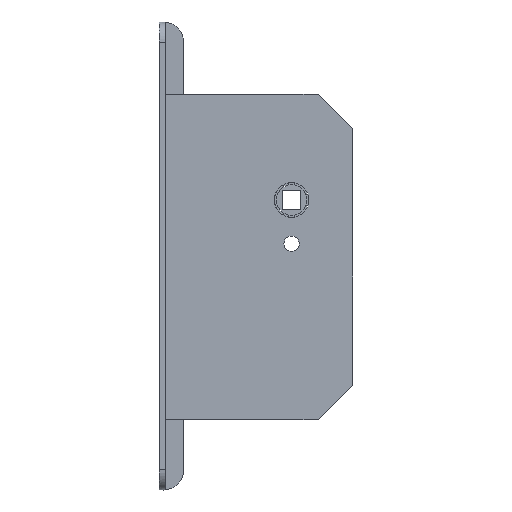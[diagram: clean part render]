
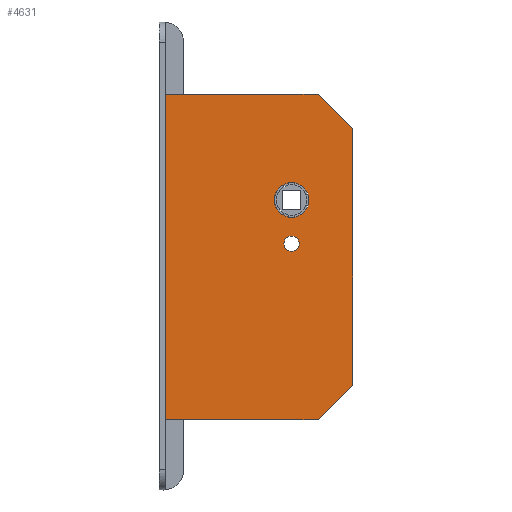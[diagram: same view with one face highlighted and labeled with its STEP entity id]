
A CAD part, top view. The second image highlights one B-rep face of the part: STEP entity #4631.
In plain terms, the highlighted planar face has unit normal (0, 0, 1).
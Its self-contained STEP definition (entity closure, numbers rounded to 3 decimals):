
#77 = ORIENTED_EDGE ( 'NONE', *, *, #5063, .T. ) ;
#93 = DIRECTION ( 'NONE',  ( -0.707, 0.707, 0. ) ) ;
#326 = CARTESIAN_POINT ( 'NONE',  ( -62., 52., 7.75 ) ) ;
#661 = CARTESIAN_POINT ( 'NONE',  ( -62., 52., 7.75 ) ) ;
#714 = VERTEX_POINT ( 'NONE', #1544 ) ;
#1001 = EDGE_CURVE ( 'NONE', #7343, #5827, #7502, .T. ) ;
#1099 = FACE_OUTER_BOUND ( 'NONE', #5442, .T. ) ;
#1134 = VECTOR ( 'NONE', #4239, 1000. ) ;
#1146 = LINE ( 'NONE', #3847, #8478 ) ;
#1150 = CARTESIAN_POINT ( 'NONE',  ( 30., 35., 7.75 ) ) ;
#1319 = DIRECTION ( 'NONE',  ( 0., 0., 1. ) ) ;
#1473 = CARTESIAN_POINT ( 'NONE',  ( 3.75, -21.5, 7.75 ) ) ;
#1544 = CARTESIAN_POINT ( 'NONE',  ( 13., -108., 7.75 ) ) ;
#1564 = EDGE_LOOP ( 'NONE', ( #9255, #4591 ) ) ;
#1762 = DIRECTION ( 'NONE',  ( 0., 0., 1. ) ) ;
#1809 = CARTESIAN_POINT ( 'NONE',  ( 8.5, 0., 7.75 ) ) ;
#1876 = DIRECTION ( 'NONE',  ( 1., 0., 0. ) ) ;
#1926 = EDGE_CURVE ( 'NONE', #2956, #9769, #10541, .T. ) ;
#2320 = LINE ( 'NONE', #5891, #6480 ) ;
#2356 = EDGE_CURVE ( 'NONE', #7863, #7953, #9703, .T. ) ;
#2495 = AXIS2_PLACEMENT_3D ( 'NONE', #11025, #4900, #9398 ) ;
#2533 = DIRECTION ( 'NONE',  ( 0., 0., 1. ) ) ;
#2633 = CARTESIAN_POINT ( 'NONE',  ( 30., -91., 7.75 ) ) ;
#2675 = CIRCLE ( 'NONE', #9189, 8.5 ) ;
#2771 = CARTESIAN_POINT ( 'NONE',  ( 13., 52., 7.75 ) ) ;
#2779 = LINE ( 'NONE', #6455, #6110 ) ;
#2956 = VERTEX_POINT ( 'NONE', #326 ) ;
#3018 = ORIENTED_EDGE ( 'NONE', *, *, #5214, .F. ) ;
#3143 = CARTESIAN_POINT ( 'NONE',  ( 0., 0., 7.75 ) ) ;
#3213 = CARTESIAN_POINT ( 'NONE',  ( -8.5, 0., 7.75 ) ) ;
#3452 = CIRCLE ( 'NONE', #5501, 8.5 ) ;
#3676 = ORIENTED_EDGE ( 'NONE', *, *, #2356, .T. ) ;
#3712 = VERTEX_POINT ( 'NONE', #2771 ) ;
#3847 = CARTESIAN_POINT ( 'NONE',  ( 30., 35., 7.75 ) ) ;
#3914 = FACE_BOUND ( 'NONE', #1564, .T. ) ;
#4169 = DIRECTION ( 'NONE',  ( 1., 0., 0. ) ) ;
#4239 = DIRECTION ( 'NONE',  ( 0., -1., 0. ) ) ;
#4591 = ORIENTED_EDGE ( 'NONE', *, *, #1001, .F. ) ;
#4631 = ADVANCED_FACE ( 'NONE', ( #3914, #1099, #7480 ), #6435, .T. ) ;
#4647 = VERTEX_POINT ( 'NONE', #3213 ) ;
#4900 = DIRECTION ( 'NONE',  ( 0., 0., 1. ) ) ;
#5013 = DIRECTION ( 'NONE',  ( 1., 0., 0. ) ) ;
#5063 = EDGE_CURVE ( 'NONE', #7953, #3712, #1146, .T. ) ;
#5214 = EDGE_CURVE ( 'NONE', #4647, #9635, #3452, .T. ) ;
#5325 = CARTESIAN_POINT ( 'NONE',  ( 0., 0., 7.75 ) ) ;
#5442 = EDGE_LOOP ( 'NONE', ( #8285, #10925, #10783, #6739, #3676, #77 ) ) ;
#5501 = AXIS2_PLACEMENT_3D ( 'NONE', #3143, #1319, #5013 ) ;
#5827 = VERTEX_POINT ( 'NONE', #9941 ) ;
#5891 = CARTESIAN_POINT ( 'NONE',  ( 13., -108., 7.75 ) ) ;
#6110 = VECTOR ( 'NONE', #10726, 1000. ) ;
#6233 = CIRCLE ( 'NONE', #2495, 3.75 ) ;
#6435 = PLANE ( 'NONE',  #9578 ) ;
#6455 = CARTESIAN_POINT ( 'NONE',  ( 13., 52., 7.75 ) ) ;
#6480 = VECTOR ( 'NONE', #8563, 1000. ) ;
#6696 = EDGE_CURVE ( 'NONE', #9769, #714, #10559, .T. ) ;
#6739 = ORIENTED_EDGE ( 'NONE', *, *, #9886, .T. ) ;
#6852 = CARTESIAN_POINT ( 'NONE',  ( 0., -21.5, 7.75 ) ) ;
#7090 = CARTESIAN_POINT ( 'NONE',  ( 30., -91., 7.75 ) ) ;
#7343 = VERTEX_POINT ( 'NONE', #1473 ) ;
#7409 = CARTESIAN_POINT ( 'NONE',  ( -62., -108., 7.75 ) ) ;
#7480 = FACE_BOUND ( 'NONE', #7512, .T. ) ;
#7502 = CIRCLE ( 'NONE', #8985, 3.75 ) ;
#7512 = EDGE_LOOP ( 'NONE', ( #3018, #9920 ) ) ;
#7776 = EDGE_CURVE ( 'NONE', #9635, #4647, #2675, .T. ) ;
#7863 = VERTEX_POINT ( 'NONE', #2633 ) ;
#7953 = VERTEX_POINT ( 'NONE', #1150 ) ;
#8050 = EDGE_CURVE ( 'NONE', #5827, #7343, #6233, .T. ) ;
#8285 = ORIENTED_EDGE ( 'NONE', *, *, #10261, .T. ) ;
#8478 = VECTOR ( 'NONE', #93, 1000. ) ;
#8563 = DIRECTION ( 'NONE',  ( 0.707, 0.707, 0. ) ) ;
#8804 = CARTESIAN_POINT ( 'NONE',  ( -62., -108., 7.75 ) ) ;
#8832 = DIRECTION ( 'NONE',  ( 0., 1., 0. ) ) ;
#8837 = VECTOR ( 'NONE', #10904, 1000. ) ;
#8985 = AXIS2_PLACEMENT_3D ( 'NONE', #6852, #2533, #4169 ) ;
#9189 = AXIS2_PLACEMENT_3D ( 'NONE', #5325, #1762, #11504 ) ;
#9255 = ORIENTED_EDGE ( 'NONE', *, *, #8050, .F. ) ;
#9398 = DIRECTION ( 'NONE',  ( 1., 0., 0. ) ) ;
#9578 = AXIS2_PLACEMENT_3D ( 'NONE', #10805, #9881, #1876 ) ;
#9635 = VERTEX_POINT ( 'NONE', #1809 ) ;
#9703 = LINE ( 'NONE', #7090, #11160 ) ;
#9769 = VERTEX_POINT ( 'NONE', #7409 ) ;
#9881 = DIRECTION ( 'NONE',  ( 0., 0., 1. ) ) ;
#9886 = EDGE_CURVE ( 'NONE', #714, #7863, #2320, .T. ) ;
#9920 = ORIENTED_EDGE ( 'NONE', *, *, #7776, .F. ) ;
#9941 = CARTESIAN_POINT ( 'NONE',  ( -3.75, -21.5, 7.75 ) ) ;
#10261 = EDGE_CURVE ( 'NONE', #3712, #2956, #2779, .T. ) ;
#10541 = LINE ( 'NONE', #661, #1134 ) ;
#10559 = LINE ( 'NONE', #8804, #8837 ) ;
#10726 = DIRECTION ( 'NONE',  ( -1., 0., 0. ) ) ;
#10783 = ORIENTED_EDGE ( 'NONE', *, *, #6696, .T. ) ;
#10805 = CARTESIAN_POINT ( 'NONE',  ( 0., 0., 7.75 ) ) ;
#10904 = DIRECTION ( 'NONE',  ( 1., 0., 0. ) ) ;
#10925 = ORIENTED_EDGE ( 'NONE', *, *, #1926, .T. ) ;
#11025 = CARTESIAN_POINT ( 'NONE',  ( 0., -21.5, 7.75 ) ) ;
#11160 = VECTOR ( 'NONE', #8832, 1000. ) ;
#11504 = DIRECTION ( 'NONE',  ( 1., 0., 0. ) ) ;
